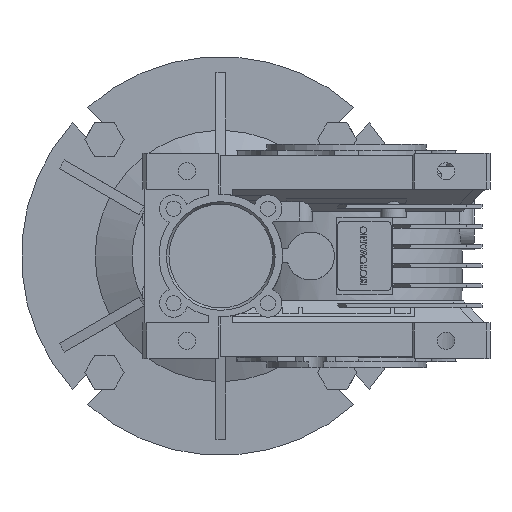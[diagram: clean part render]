
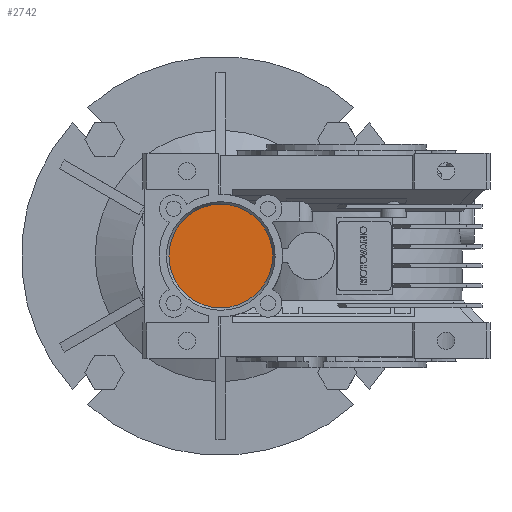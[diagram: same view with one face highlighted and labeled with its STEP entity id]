
A CAD part, left-side view. The second image highlights one B-rep face of the part: STEP entity #2742.
In plain terms, the highlighted face is planar.
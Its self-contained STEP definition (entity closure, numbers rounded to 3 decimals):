
#2742 = ADVANCED_FACE( '', ( #6094 ), #6095, .T. );
#6094 = FACE_OUTER_BOUND( '', #10133, .T. );
#6095 = PLANE( '', #10134 );
#10133 = EDGE_LOOP( '', ( #18197 ) );
#10134 = AXIS2_PLACEMENT_3D( '', #18198, #18199, #18200 );
#18197 = ORIENTED_EDGE( '', *, *, #26028, .F. );
#18198 = CARTESIAN_POINT( '', ( 0., 69.75, 37. ) );
#18199 = DIRECTION( '', ( 0., 1., 0. ) );
#18200 = DIRECTION( '', ( 0., 0., 1. ) );
#26028 = EDGE_CURVE( '', #32240, #32240, #32241, .T. );
#32240 = VERTEX_POINT( '', #41075 );
#32241 = CIRCLE( '', #41076, 26. );
#41075 = CARTESIAN_POINT( '', ( 0., 69.75, 37. ) );
#41076 = AXIS2_PLACEMENT_3D( '', #47628, #47629, #47630 );
#47628 = CARTESIAN_POINT( '', ( 0., 69.75, 63. ) );
#47629 = DIRECTION( '', ( 0., -1., 0. ) );
#47630 = DIRECTION( '', ( 0., 0., -1. ) );
